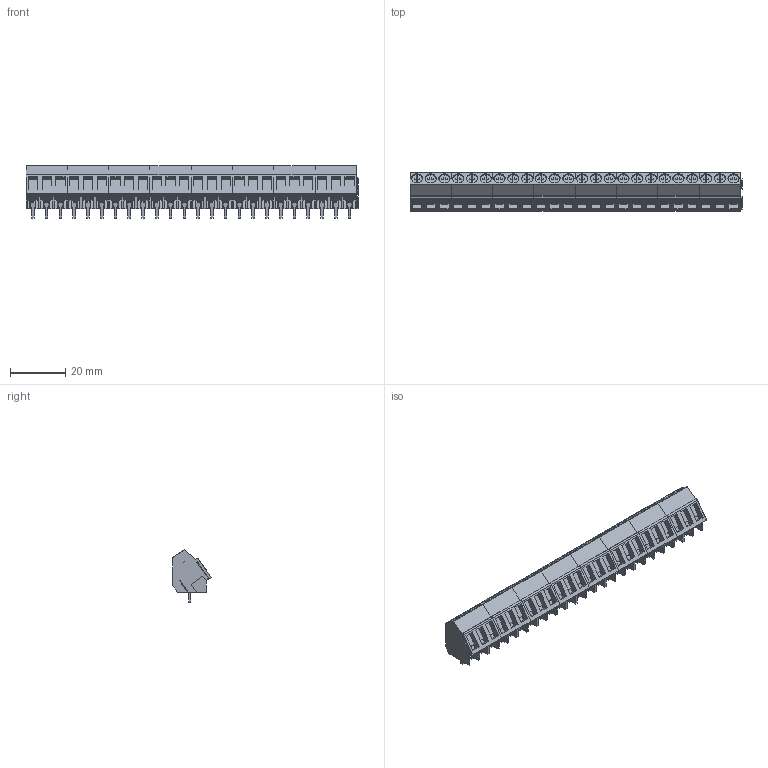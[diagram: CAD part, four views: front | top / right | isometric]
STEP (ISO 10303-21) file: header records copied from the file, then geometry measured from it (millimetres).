
FILE_DESCRIPTION(('CATIA V5 STEP Exchange','CAx-IF Rec.Pracs.--- Model Styling and Organization---1.2---2011-12-15'),'2;1');
FILE_NAME ('D1449951_0_1234040000_1234040000.stp','2018-03-31T05:44:21+00:00',('none'),('Weidmueller'),'CATIA Version 5-6 Release 2014','CATIA V5 STEP AP214','none');
FILE_SCHEMA(('AUTOMOTIVE_DESIGN { 1 0 10303 214 1 1 1 1 }'));
Products named in the file (1): 1234040000
Bounding box: 120.55 x 13.9 x 19 mm (x, y, z)
Volume: 13879.2 mm3; surface area: 16994.8 mm2
Topology: 56 solids, 56 shells, 2048 faces, 5640 edges, 3728 vertices
Faces by surface type: plane 1896, cylinder 152
Entity records: 62557 total; most frequent: ORIENTED_EDGE 11280, CARTESIAN_POINT 11228, DIRECTION 8588, EDGE_CURVE 5640, VECTOR 5240, LINE 5240, VERTEX_POINT 3728, EDGE_LOOP 2120
